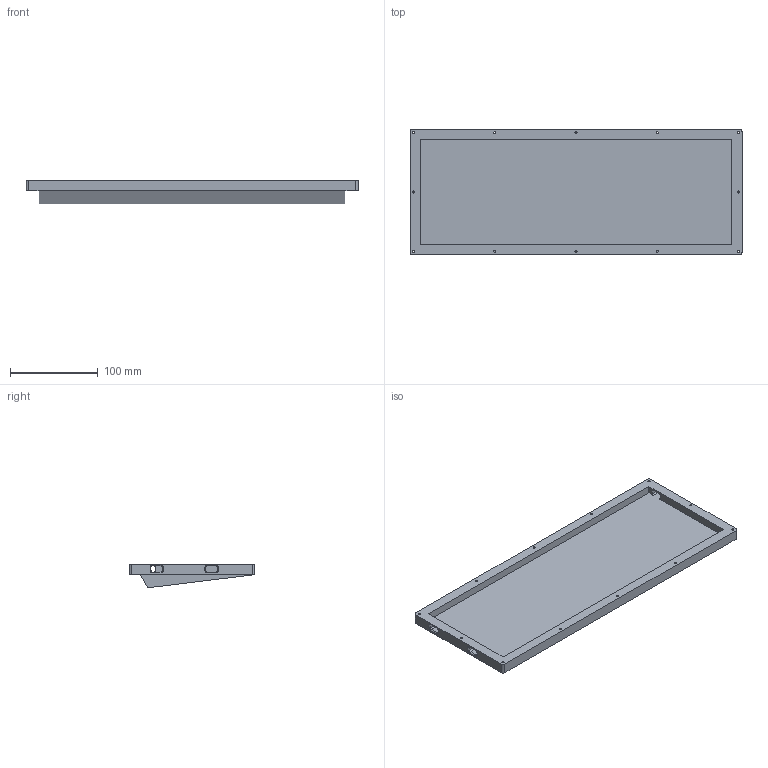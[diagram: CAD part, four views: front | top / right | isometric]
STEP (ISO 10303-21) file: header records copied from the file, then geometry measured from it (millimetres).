
FILE_DESCRIPTION(('FreeCAD Model'),'2;1');
FILE_NAME('Open CASCADE Shape Model','2025-03-09T23:14:02',(''),(''), 'Open CASCADE STEP processor 7.8','FreeCAD','Unknown');
FILE_SCHEMA(('AUTOMOTIVE_DESIGN { 1 0 10303 214 1 1 1 1 }'));
Length unit declared in the file: millimetre
Products named in the file (1): Bottom
Bounding box: 378 x 143 x 26.98 mm (x, y, z)
Volume: 601610.9 mm3; surface area: 136126.4 mm2
Topology: 1 solids, 1 shells, 79 faces, 202 edges, 126 vertices
Faces by surface type: cylinder 40, plane 27, torus 12
Full cylindrical faces by diameter (mm): 2.4 x12
Entity records: 2472 total; most frequent: DIRECTION 454, CARTESIAN_POINT 408, ORIENTED_EDGE 404, EDGE_CURVE 202, AXIS2_PLACEMENT_3D 172, VERTEX_POINT 126, LINE 110, VECTOR 110
